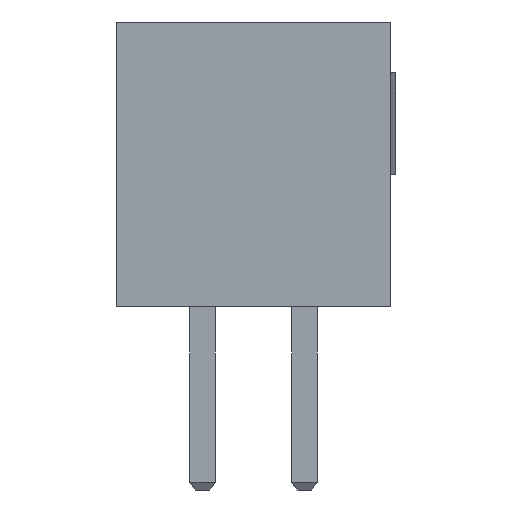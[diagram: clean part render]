
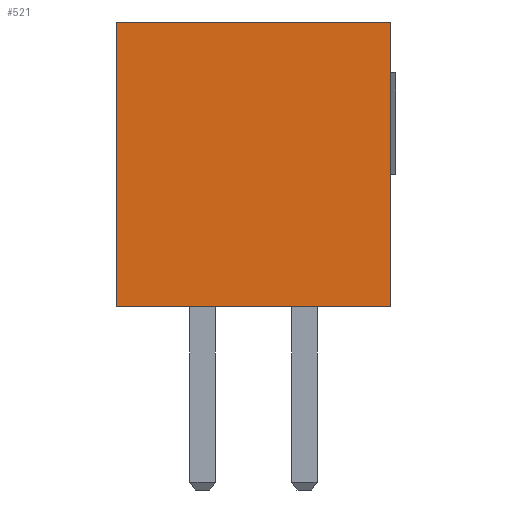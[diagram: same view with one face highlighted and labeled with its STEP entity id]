
A CAD part, left-side view. The second image highlights one B-rep face of the part: STEP entity #521.
In plain terms, the highlighted planar face has unit normal (-1, 0, 0).
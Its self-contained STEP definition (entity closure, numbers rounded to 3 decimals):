
#171 = VERTEX_POINT ( 'NONE', #5883 ) ;
#414 = DIRECTION ( 'NONE',  ( 0., 0., -1. ) ) ;
#426 = LINE ( 'NONE', #3701, #3735 ) ;
#521 = ADVANCED_FACE ( 'NONE', ( #7160 ), #1950, .F. ) ;
#640 = VERTEX_POINT ( 'NONE', #3711 ) ;
#641 = LINE ( 'NONE', #6216, #7402 ) ;
#659 = DIRECTION ( 'NONE',  ( 1., 0., 0. ) ) ;
#663 = EDGE_CURVE ( 'NONE', #640, #7709, #7858, .T. ) ;
#1095 = ORIENTED_EDGE ( 'NONE', *, *, #5607, .F. ) ;
#1950 = PLANE ( 'NONE',  #6532 ) ;
#2371 = LINE ( 'NONE', #2446, #4123 ) ;
#2376 = DIRECTION ( 'NONE',  ( 0., -1., 0. ) ) ;
#2419 = DIRECTION ( 'NONE',  ( 0., 0., -1. ) ) ;
#2446 = CARTESIAN_POINT ( 'NONE',  ( -8.55, 2.7, 1. ) ) ;
#2712 = EDGE_CURVE ( 'NONE', #640, #171, #2371, .T. ) ;
#2860 = VECTOR ( 'NONE', #2376, 1000. ) ;
#3197 = CARTESIAN_POINT ( 'NONE',  ( -8.55, -2.7, 0. ) ) ;
#3473 = ORIENTED_EDGE ( 'NONE', *, *, #5664, .F. ) ;
#3701 = CARTESIAN_POINT ( 'NONE',  ( -8.55, -2.7, 1. ) ) ;
#3711 = CARTESIAN_POINT ( 'NONE',  ( -8.55, 2.7, 5.6 ) ) ;
#3735 = VECTOR ( 'NONE', #414, 1000. ) ;
#3784 = VERTEX_POINT ( 'NONE', #3197 ) ;
#4123 = VECTOR ( 'NONE', #2419, 1000. ) ;
#4212 = ORIENTED_EDGE ( 'NONE', *, *, #663, .F. ) ;
#4615 = DIRECTION ( 'NONE',  ( 0., 0., -1. ) ) ;
#4802 = CARTESIAN_POINT ( 'NONE',  ( -8.55, -2.7, 5.6 ) ) ;
#5097 = CARTESIAN_POINT ( 'NONE',  ( -8.55, -2.7, 5.6 ) ) ;
#5254 = CARTESIAN_POINT ( 'NONE',  ( -8.55, -2.7, 1. ) ) ;
#5607 = EDGE_CURVE ( 'NONE', #3784, #171, #641, .T. ) ;
#5664 = EDGE_CURVE ( 'NONE', #7709, #3784, #426, .T. ) ;
#5698 = EDGE_LOOP ( 'NONE', ( #3473, #4212, #8331, #1095 ) ) ;
#5883 = CARTESIAN_POINT ( 'NONE',  ( -8.55, 2.7, 0. ) ) ;
#6216 = CARTESIAN_POINT ( 'NONE',  ( -8.55, 0., 0. ) ) ;
#6532 = AXIS2_PLACEMENT_3D ( 'NONE', #5254, #659, #4615 ) ;
#6880 = DIRECTION ( 'NONE',  ( 0., 1., 0. ) ) ;
#7160 = FACE_OUTER_BOUND ( 'NONE', #5698, .T. ) ;
#7402 = VECTOR ( 'NONE', #6880, 1000. ) ;
#7709 = VERTEX_POINT ( 'NONE', #4802 ) ;
#7858 = LINE ( 'NONE', #5097, #2860 ) ;
#8331 = ORIENTED_EDGE ( 'NONE', *, *, #2712, .T. ) ;
